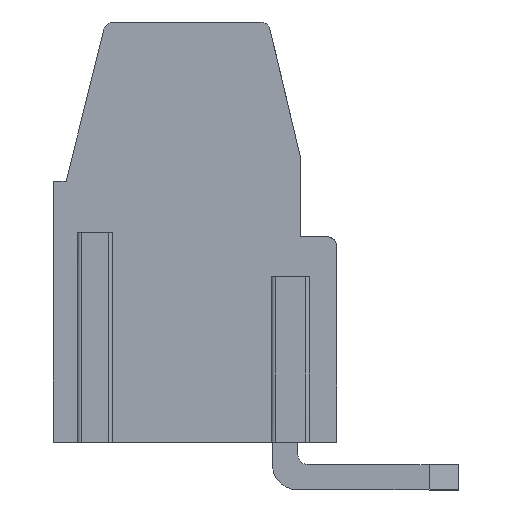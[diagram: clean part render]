
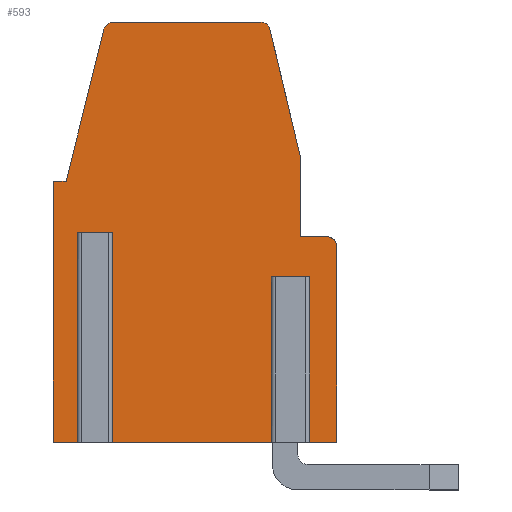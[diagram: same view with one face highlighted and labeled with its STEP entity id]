
A CAD part, left-side view. The second image highlights one B-rep face of the part: STEP entity #593.
In plain terms, the highlighted planar face has unit normal (-1, 0, 0).
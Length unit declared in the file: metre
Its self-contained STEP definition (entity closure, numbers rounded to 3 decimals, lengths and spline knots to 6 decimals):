
#593=ADVANCED_FACE('',(#1186),#1187,.F.);
#1186=FACE_OUTER_BOUND('',#1797,.T.);
#1187=PLANE('',#1798);
#1797=EDGE_LOOP('',(#3468,#3469,#3470,#3471,#3472,#3473,#3474,#3475,#3476,#3477,#3478,#3479,#3480,#3481,#3482,#3483,#3484,#3485,#3486,#3487));
#1798=AXIS2_PLACEMENT_3D('',#3488,#3489,#3490);
#3468=ORIENTED_EDGE('',*,*,#4347,.T.);
#3469=ORIENTED_EDGE('',*,*,#4348,.T.);
#3470=ORIENTED_EDGE('',*,*,#3688,.F.);
#3471=ORIENTED_EDGE('',*,*,#4349,.T.);
#3472=ORIENTED_EDGE('',*,*,#4350,.F.);
#3473=ORIENTED_EDGE('',*,*,#4351,.F.);
#3474=ORIENTED_EDGE('',*,*,#3704,.F.);
#3475=ORIENTED_EDGE('',*,*,#3695,.T.);
#3476=ORIENTED_EDGE('',*,*,#4352,.T.);
#3477=ORIENTED_EDGE('',*,*,#4314,.F.);
#3478=ORIENTED_EDGE('',*,*,#4190,.F.);
#3479=ORIENTED_EDGE('',*,*,#4196,.F.);
#3480=ORIENTED_EDGE('',*,*,#4327,.F.);
#3481=ORIENTED_EDGE('',*,*,#4334,.F.);
#3482=ORIENTED_EDGE('',*,*,#4324,.F.);
#3483=ORIENTED_EDGE('',*,*,#4321,.T.);
#3484=ORIENTED_EDGE('',*,*,#4332,.F.);
#3485=ORIENTED_EDGE('',*,*,#4304,.F.);
#3486=ORIENTED_EDGE('',*,*,#4302,.T.);
#3487=ORIENTED_EDGE('',*,*,#4308,.T.);
#3488=CARTESIAN_POINT('',(0.08984,-0.172857,-0.012968));
#3489=DIRECTION('',(1.0,0.0,0.0));
#3490=DIRECTION('',(0.0,1.0,-0.0));
#3688=EDGE_CURVE('',#4414,#4416,#4417,.T.);
#3695=EDGE_CURVE('',#4426,#4427,#4428,.F.);
#3704=EDGE_CURVE('',#4426,#4441,#4442,.T.);
#4190=EDGE_CURVE('',#5198,#5199,#5200,.T.);
#4196=EDGE_CURVE('',#5206,#5198,#5207,.F.);
#4302=EDGE_CURVE('',#5349,#5351,#5353,.T.);
#4304=EDGE_CURVE('',#5349,#5355,#5356,.F.);
#4308=EDGE_CURVE('',#5351,#5359,#5361,.F.);
#4314=EDGE_CURVE('',#5199,#5368,#5369,.T.);
#4321=EDGE_CURVE('',#5374,#5376,#5378,.T.);
#4324=EDGE_CURVE('',#5374,#5380,#5382,.T.);
#4327=EDGE_CURVE('',#5384,#5206,#5386,.T.);
#4332=EDGE_CURVE('',#5355,#5376,#5391,.T.);
#4334=EDGE_CURVE('',#5380,#5384,#5393,.T.);
#4347=EDGE_CURVE('',#5359,#5406,#5407,.T.);
#4348=EDGE_CURVE('',#5406,#4416,#5408,.T.);
#4349=EDGE_CURVE('',#4414,#5409,#5410,.F.);
#4350=EDGE_CURVE('',#5411,#5409,#5412,.F.);
#4351=EDGE_CURVE('',#4441,#5411,#5413,.T.);
#4352=EDGE_CURVE('',#4427,#5368,#5414,.T.);
#4414=VERTEX_POINT('',#5524);
#4416=VERTEX_POINT('',#5535);
#4417=LINE('',#5536,#5537);
#4426=VERTEX_POINT('',#5557);
#4427=VERTEX_POINT('',#5558);
#4428=B_SPLINE_CURVE_WITH_KNOTS('',3,(#5559,#5560,#5561,#5562),.UNSPECIFIED.,.F.,.F.,(4,4),(22.97882,22.98402),.UNSPECIFIED.);
#4441=VERTEX_POINT('',#5599);
#4442=LINE('',#5600,#5601);
#5198=VERTEX_POINT('',#6907);
#5199=VERTEX_POINT('',#6908);
#5200=B_SPLINE_CURVE_WITH_KNOTS('',3,(#6909,#6910,#6911,#6912,#6913,#6914),.UNSPECIFIED.,.F.,.F.,(4,2,4),(0.0,0.5,1.0),.UNSPECIFIED.);
#5206=VERTEX_POINT('',#6923);
#5207=LINE('',#6924,#6925);
#5349=VERTEX_POINT('',#7219);
#5351=VERTEX_POINT('',#7222);
#5353=LINE('',#7225,#7226);
#5355=VERTEX_POINT('',#7228);
#5356=LINE('',#7229,#7230);
#5359=VERTEX_POINT('',#7234);
#5361=LINE('',#7237,#7238);
#5368=VERTEX_POINT('',#7248);
#5369=LINE('',#7249,#7250);
#5374=VERTEX_POINT('',#7257);
#5376=VERTEX_POINT('',#7260);
#5378=LINE('',#7263,#7264);
#5380=VERTEX_POINT('',#7266);
#5382=B_SPLINE_CURVE_WITH_KNOTS('',3,(#7269,#7270,#7271,#7272,#7273,#7274),.UNSPECIFIED.,.F.,.F.,(4,2,4),(0.0,0.5,1.0),.UNSPECIFIED.);
#5384=VERTEX_POINT('',#7276);
#5386=LINE('',#7279,#7280);
#5391=B_SPLINE_CURVE_WITH_KNOTS('',3,(#7285,#7286,#7287,#7288,#7289,#7290),.UNSPECIFIED.,.F.,.F.,(4,2,4),(0.0,0.5,1.0),.UNSPECIFIED.);
#5393=LINE('',#7292,#7293);
#5406=VERTEX_POINT('',#7306);
#5407=LINE('',#7307,#7308);
#5408=B_SPLINE_CURVE_WITH_KNOTS('',3,(#7309,#7310,#7311,#7312),.UNSPECIFIED.,.F.,.F.,(4,4),(14.343687,14.350287),.UNSPECIFIED.);
#5409=VERTEX_POINT('',#7313);
#5410=LINE('',#7314,#7315);
#5411=VERTEX_POINT('',#7316);
#5412=B_SPLINE_CURVE_WITH_KNOTS('',1,(#7317,#7318),.UNSPECIFIED.,.F.,.F.,(2,2),(0.0,1.0),.UNSPECIFIED.);
#5413=B_SPLINE_CURVE_WITH_KNOTS('',3,(#7319,#7320,#7321,#7322),.UNSPECIFIED.,.F.,.F.,(4,4),(0.999392,1.0),.UNSPECIFIED.);
#5414=LINE('',#7323,#7324);
#5524=CARTESIAN_POINT('',(0.08984,-0.170138,-0.006367));
#5535=CARTESIAN_POINT('',(0.08984,-0.16926,-0.006367));
#5536=CARTESIAN_POINT('',(0.08984,-0.174366,-0.006367));
#5537=VECTOR('',#7444,1.0);
#5557=CARTESIAN_POINT('',(0.08984,-0.176348,-0.007767));
#5558=CARTESIAN_POINT('',(0.089839,-0.176345,-0.012967));
#5559=CARTESIAN_POINT('',(0.08984,-0.176349,-0.012967));
#5560=CARTESIAN_POINT('',(0.08984,-0.176349,-0.011234));
#5561=CARTESIAN_POINT('',(0.08984,-0.176349,-0.009501));
#5562=CARTESIAN_POINT('',(0.08984,-0.176349,-0.007767));
#5599=CARTESIAN_POINT('',(0.08984,-0.175365,-0.007767));
#5600=CARTESIAN_POINT('',(0.08984,-0.177307,-0.007767));
#5601=VECTOR('',#7449,1.0);
#6907=CARTESIAN_POINT('',(0.08984,-0.177007,-0.006518));
#6908=CARTESIAN_POINT('',(0.08984,-0.177307,-0.006818));
#6909=CARTESIAN_POINT('',(0.08984,-0.177007,-0.006518));
#6910=CARTESIAN_POINT('',(0.08984,-0.177086,-0.006518));
#6911=CARTESIAN_POINT('',(0.08984,-0.177164,-0.00655));
#6912=CARTESIAN_POINT('',(0.08984,-0.177275,-0.006661));
#6913=CARTESIAN_POINT('',(0.08984,-0.177307,-0.006739));
#6914=CARTESIAN_POINT('',(0.08984,-0.177307,-0.006818));
#6923=CARTESIAN_POINT('',(0.08984,-0.176157,-0.006518));
#6924=CARTESIAN_POINT('',(0.08984,-0.176157,-0.006518));
#6925=VECTOR('',#7888,1.0);
#7219=CARTESIAN_POINT('',(0.08984,-0.168814,-0.004771));
#7222=CARTESIAN_POINT('',(0.08984,-0.168409,-0.004771));
#7225=CARTESIAN_POINT('',(0.08984,-0.172857,-0.004771));
#7226=VECTOR('',#7982,1.0);
#7228=CARTESIAN_POINT('',(0.08984,-0.17,0.));
#7229=CARTESIAN_POINT('',(0.08984,-0.170063,0.000255));
#7230=VECTOR('',#7983,1.0);
#7234=CARTESIAN_POINT('',(0.08984,-0.168409,-0.012967));
#7237=CARTESIAN_POINT('',(0.08984,-0.168409,-0.012968));
#7238=VECTOR('',#7986,1.0);
#7248=CARTESIAN_POINT('',(0.08984,-0.177307,-0.012967));
#7249=CARTESIAN_POINT('',(0.08984,-0.177307,-0.006818));
#7250=VECTOR('',#7990,1.0);
#7257=CARTESIAN_POINT('',(0.08984,-0.17492,0.000232));
#7260=CARTESIAN_POINT('',(0.08984,-0.170297,0.000232));
#7263=CARTESIAN_POINT('',(0.08984,-0.186512,0.000232));
#7264=VECTOR('',#7995,1.0);
#7266=CARTESIAN_POINT('',(0.08984,-0.175212,0.000002));
#7269=CARTESIAN_POINT('',(0.08984,-0.17492,0.000232));
#7270=CARTESIAN_POINT('',(0.08984,-0.174987,0.000232));
#7271=CARTESIAN_POINT('',(0.08984,-0.175054,0.000209));
#7272=CARTESIAN_POINT('',(0.08984,-0.175159,0.000126));
#7273=CARTESIAN_POINT('',(0.08984,-0.175197,0.000067));
#7274=CARTESIAN_POINT('',(0.08984,-0.175212,0.000002));
#7276=CARTESIAN_POINT('',(0.08984,-0.176157,-0.003968));
#7279=CARTESIAN_POINT('',(0.08984,-0.176157,-0.003968));
#7280=VECTOR('',#7998,1.0);
#7285=CARTESIAN_POINT('',(0.08984,-0.17,0.));
#7286=CARTESIAN_POINT('',(0.08984,-0.170016,0.000066));
#7287=CARTESIAN_POINT('',(0.08984,-0.170055,0.000126));
#7288=CARTESIAN_POINT('',(0.08984,-0.170162,0.000209));
#7289=CARTESIAN_POINT('',(0.08984,-0.170229,0.000232));
#7290=CARTESIAN_POINT('',(0.08984,-0.170297,0.000232));
#7292=CARTESIAN_POINT('',(0.08984,-0.175212,0.000002));
#7293=VECTOR('',#8005,1.0);
#7306=CARTESIAN_POINT('',(0.08984,-0.169263,-0.012967));
#7307=CARTESIAN_POINT('',(0.08984,-0.172283,-0.012967));
#7308=VECTOR('',#8024,1.0);
#7309=CARTESIAN_POINT('',(0.08984,-0.169263,-0.012967));
#7310=CARTESIAN_POINT('',(0.08984,-0.169263,-0.010767));
#7311=CARTESIAN_POINT('',(0.08984,-0.169263,-0.008567));
#7312=CARTESIAN_POINT('',(0.08984,-0.169263,-0.006367));
#7313=CARTESIAN_POINT('',(0.089841,-0.170136,-0.012967));
#7314=CARTESIAN_POINT('',(0.08984,-0.170135,-0.012968));
#7315=VECTOR('',#8025,1.0);
#7316=CARTESIAN_POINT('',(0.08984,-0.17534,-0.012967));
#7317=CARTESIAN_POINT('',(0.08984,-0.170136,-0.012967));
#7318=CARTESIAN_POINT('',(0.08984,-0.175342,-0.012967));
#7319=CARTESIAN_POINT('',(0.08984,-0.175342,-0.007767));
#7320=CARTESIAN_POINT('',(0.08984,-0.175342,-0.009501));
#7321=CARTESIAN_POINT('',(0.08984,-0.175342,-0.011234));
#7322=CARTESIAN_POINT('',(0.08984,-0.175342,-0.012967));
#7323=CARTESIAN_POINT('',(0.08984,-0.172283,-0.012967));
#7324=VECTOR('',#8026,1.0);
#7444=DIRECTION('',(0.0,1.0,-0.0));
#7449=DIRECTION('',(0.0,1.0,-0.0));
#7888=DIRECTION('',(0.0,1.0,-0.0));
#7982=DIRECTION('',(0.0,1.0,-0.0));
#7983=DIRECTION('',(0.0,0.241,-0.97));
#7986=DIRECTION('',(-0.0,0.0,1.0));
#7990=DIRECTION('',(0.0,0.0,-1.0));
#7995=DIRECTION('',(0.0,1.0,0.0));
#7998=DIRECTION('',(0.0,-0.0,-1.0));
#8005=DIRECTION('',(0.0,-0.232,-0.973));
#8024=DIRECTION('',(0.0,-1.0,0.0));
#8025=DIRECTION('',(0.0,-0.0,1.0));
#8026=DIRECTION('',(0.0,-1.0,0.0));
